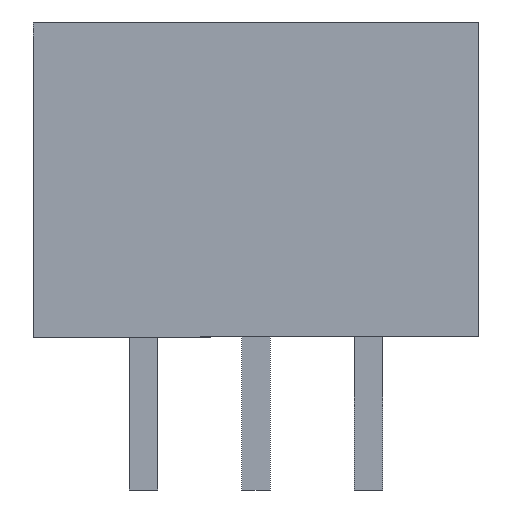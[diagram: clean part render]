
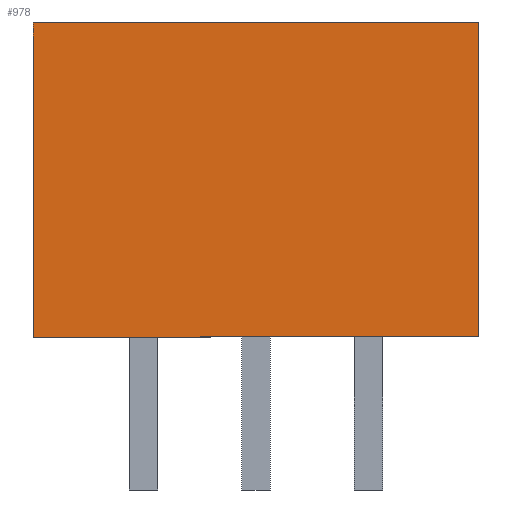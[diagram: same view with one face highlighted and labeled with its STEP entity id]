
A CAD part, left-side view. The second image highlights one B-rep face of the part: STEP entity #978.
In plain terms, the highlighted planar face has unit normal (-1, 0, 0).
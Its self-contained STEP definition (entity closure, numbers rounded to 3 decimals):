
#28=FACE_OUTER_BOUND('',#85,.T.);
#85=EDGE_LOOP('',(#681,#682,#683,#684));
#143=LINE('',#1368,#281);
#162=LINE('',#1406,#300);
#163=LINE('',#1408,#301);
#164=LINE('',#1409,#302);
#281=VECTOR('',#1115,1000.);
#300=VECTOR('',#1144,1000.);
#301=VECTOR('',#1145,1000.);
#302=VECTOR('',#1146,1000.);
#418=VERTEX_POINT('',#1365);
#419=VERTEX_POINT('',#1367);
#433=VERTEX_POINT('',#1405);
#434=VERTEX_POINT('',#1407);
#511=EDGE_CURVE('',#419,#418,#143,.T.);
#530=EDGE_CURVE('',#418,#433,#162,.T.);
#531=EDGE_CURVE('',#434,#433,#163,.T.);
#532=EDGE_CURVE('',#419,#434,#164,.T.);
#681=ORIENTED_EDGE('',*,*,#530,.T.);
#682=ORIENTED_EDGE('',*,*,#531,.F.);
#683=ORIENTED_EDGE('',*,*,#532,.F.);
#684=ORIENTED_EDGE('',*,*,#511,.T.);
#924=PLANE('',#1052);
#978=ADVANCED_FACE('',(#28),#924,.F.);
#1052=AXIS2_PLACEMENT_3D('',#1404,#1142,#1143);
#1115=DIRECTION('',(0.,-1.,0.));
#1142=DIRECTION('center_axis',(1.,0.,0.));
#1143=DIRECTION('ref_axis',(0.,1.,0.));
#1144=DIRECTION('',(0.,0.,1.));
#1145=DIRECTION('',(0.,-1.,0.));
#1146=DIRECTION('',(0.,0.,1.));
#1365=CARTESIAN_POINT('',(-3.425,-7.46,0.));
#1367=CARTESIAN_POINT('',(-3.425,2.44,0.));
#1368=CARTESIAN_POINT('',(-3.425,2.44,0.));
#1404=CARTESIAN_POINT('Origin',(-3.425,2.44,0.));
#1405=CARTESIAN_POINT('',(-3.425,-7.46,7.));
#1406=CARTESIAN_POINT('',(-3.425,-7.46,0.));
#1407=CARTESIAN_POINT('',(-3.425,2.44,7.));
#1408=CARTESIAN_POINT('',(-3.425,2.44,7.));
#1409=CARTESIAN_POINT('',(-3.425,2.44,0.));
